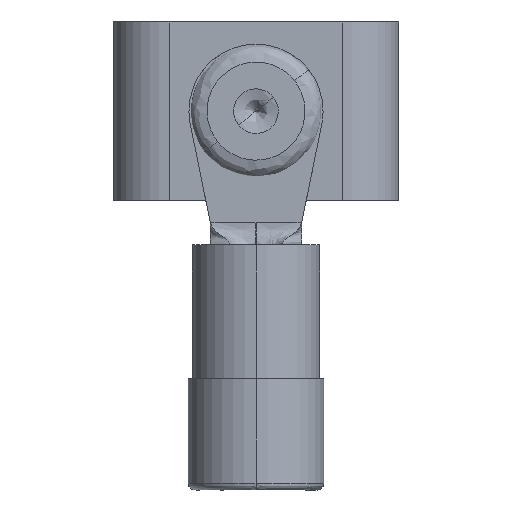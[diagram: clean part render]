
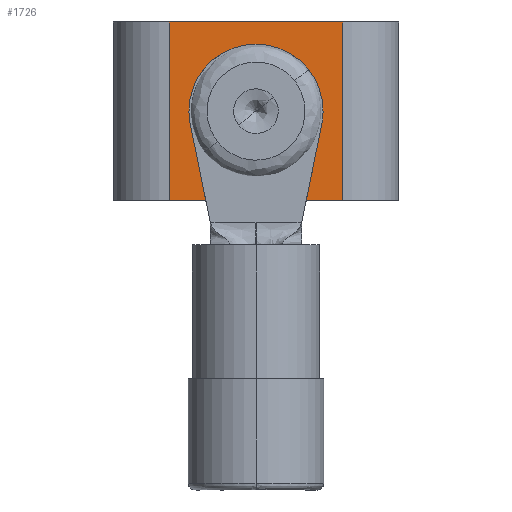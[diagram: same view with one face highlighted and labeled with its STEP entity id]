
A CAD part, front view. The second image highlights one B-rep face of the part: STEP entity #1726.
In plain terms, the highlighted planar face has unit normal (0, -1, 0).
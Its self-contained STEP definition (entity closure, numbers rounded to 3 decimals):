
#93 = VECTOR ( 'NONE', #2043, 1000. ) ;
#157 = EDGE_CURVE ( 'NONE', #3930, #2403, #4250, .T. ) ;
#177 = DIRECTION ( 'NONE',  ( 1., 0., 0. ) ) ;
#181 = VERTEX_POINT ( 'NONE', #8779 ) ;
#304 = CARTESIAN_POINT ( 'NONE',  ( 3.9, -0.5, 8. ) ) ;
#884 = LINE ( 'NONE', #1735, #5790 ) ;
#1016 = ORIENTED_EDGE ( 'NONE', *, *, #1167, .F. ) ;
#1103 = CARTESIAN_POINT ( 'NONE',  ( -1.5, -0.5, 4. ) ) ;
#1167 = EDGE_CURVE ( 'NONE', #181, #7777, #884, .T. ) ;
#1432 = VECTOR ( 'NONE', #1598, 1000. ) ;
#1571 = ORIENTED_EDGE ( 'NONE', *, *, #10430, .F. ) ;
#1598 = DIRECTION ( 'NONE',  ( 0., 0., 1. ) ) ;
#1726 = ADVANCED_FACE ( 'NONE', ( #8156, #5513 ), #9000, .F. ) ;
#1735 = CARTESIAN_POINT ( 'NONE',  ( 4.089, -0.5, 0. ) ) ;
#1856 = CARTESIAN_POINT ( 'NONE',  ( -3.9, -0.5, 0. ) ) ;
#1875 = ORIENTED_EDGE ( 'NONE', *, *, #4045, .F. ) ;
#2043 = DIRECTION ( 'NONE',  ( 0., 0., -1. ) ) ;
#2149 = CARTESIAN_POINT ( 'NONE',  ( 3.9, -0.5, 8. ) ) ;
#2313 = EDGE_CURVE ( 'NONE', #2967, #181, #5054, .T. ) ;
#2353 = DIRECTION ( 'NONE',  ( 0., -1., 0. ) ) ;
#2403 = VERTEX_POINT ( 'NONE', #9422 ) ;
#2967 = VERTEX_POINT ( 'NONE', #304 ) ;
#3657 = CARTESIAN_POINT ( 'NONE',  ( 1.734, -0.5, 8. ) ) ;
#3930 = VERTEX_POINT ( 'NONE', #1103 ) ;
#3943 = ORIENTED_EDGE ( 'NONE', *, *, #2313, .F. ) ;
#4029 = DIRECTION ( 'NONE',  ( -1., 0., 0. ) ) ;
#4045 = EDGE_CURVE ( 'NONE', #2403, #3930, #8937, .T. ) ;
#4250 = CIRCLE ( 'NONE', #7751, 1.5 ) ;
#4843 = CARTESIAN_POINT ( 'NONE',  ( 0., -0.5, 4. ) ) ;
#5033 = DIRECTION ( 'NONE',  ( -1., 0., 0. ) ) ;
#5054 = LINE ( 'NONE', #2149, #93 ) ;
#5217 = ORIENTED_EDGE ( 'NONE', *, *, #10421, .F. ) ;
#5513 = FACE_OUTER_BOUND ( 'NONE', #9143, .T. ) ;
#5547 = CARTESIAN_POINT ( 'NONE',  ( -3.9, -0.5, 8. ) ) ;
#5596 = DIRECTION ( 'NONE',  ( 0., -1., 0. ) ) ;
#5790 = VECTOR ( 'NONE', #5033, 1000. ) ;
#5936 = LINE ( 'NONE', #9434, #1432 ) ;
#6855 = LINE ( 'NONE', #3657, #7088 ) ;
#7088 = VECTOR ( 'NONE', #177, 1000. ) ;
#7569 = AXIS2_PLACEMENT_3D ( 'NONE', #10154, #10040, #4029 ) ;
#7751 = AXIS2_PLACEMENT_3D ( 'NONE', #10209, #2353, #9351 ) ;
#7777 = VERTEX_POINT ( 'NONE', #1856 ) ;
#8156 = FACE_BOUND ( 'NONE', #11242, .T. ) ;
#8483 = VERTEX_POINT ( 'NONE', #5547 ) ;
#8779 = CARTESIAN_POINT ( 'NONE',  ( 3.9, -0.5, 0. ) ) ;
#8937 = CIRCLE ( 'NONE', #10043, 1.5 ) ;
#9000 = PLANE ( 'NONE',  #7569 ) ;
#9143 = EDGE_LOOP ( 'NONE', ( #1571, #5217, #1016, #3943 ) ) ;
#9351 = DIRECTION ( 'NONE',  ( 1., 0., 0. ) ) ;
#9422 = CARTESIAN_POINT ( 'NONE',  ( 1.5, -0.5, 4. ) ) ;
#9434 = CARTESIAN_POINT ( 'NONE',  ( -3.9, -0.5, 8. ) ) ;
#9950 = DIRECTION ( 'NONE',  ( 1., 0., 0. ) ) ;
#10040 = DIRECTION ( 'NONE',  ( 0., 1., 0. ) ) ;
#10043 = AXIS2_PLACEMENT_3D ( 'NONE', #4843, #5596, #9950 ) ;
#10091 = ORIENTED_EDGE ( 'NONE', *, *, #157, .F. ) ;
#10154 = CARTESIAN_POINT ( 'NONE',  ( 3.9, -0.5, 8. ) ) ;
#10209 = CARTESIAN_POINT ( 'NONE',  ( 0., -0.5, 4. ) ) ;
#10421 = EDGE_CURVE ( 'NONE', #7777, #8483, #5936, .T. ) ;
#10430 = EDGE_CURVE ( 'NONE', #8483, #2967, #6855, .T. ) ;
#11242 = EDGE_LOOP ( 'NONE', ( #1875, #10091 ) ) ;
